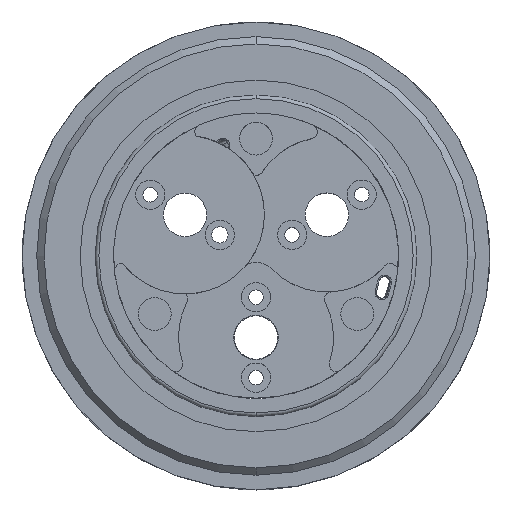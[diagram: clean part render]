
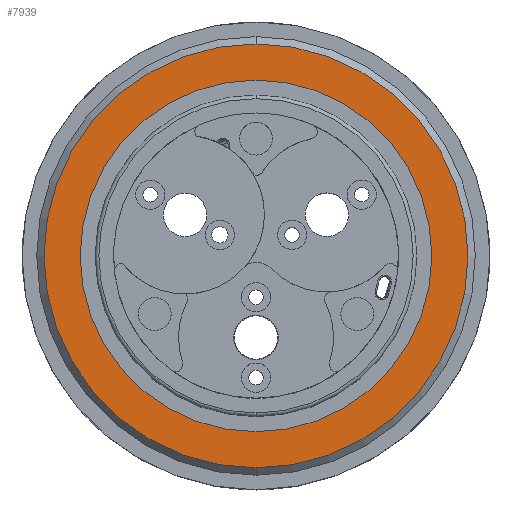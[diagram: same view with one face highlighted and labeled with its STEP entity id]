
A CAD part, top view. The second image highlights one B-rep face of the part: STEP entity #7939.
In plain terms, the highlighted planar face has unit normal (0, 0, 1).
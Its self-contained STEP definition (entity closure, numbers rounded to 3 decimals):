
#365 = EDGE_CURVE ( 'NONE', #1001, #5577, #12140, .T. ) ;
#508 = DIRECTION ( 'NONE',  ( 0., 0., 1. ) ) ;
#853 = EDGE_CURVE ( 'NONE', #2155, #11671, #1311, .T. ) ;
#856 = DIRECTION ( 'NONE',  ( 0., 0., 1. ) ) ;
#1001 = VERTEX_POINT ( 'NONE', #7327 ) ;
#1020 = ORIENTED_EDGE ( 'NONE', *, *, #365, .F. ) ;
#1311 = CIRCLE ( 'NONE', #7413, 29. ) ;
#1379 = DIRECTION ( 'NONE',  ( 0., 0., 1. ) ) ;
#1595 = CARTESIAN_POINT ( 'NONE',  ( 0., 0., -32.5 ) ) ;
#1598 = EDGE_CURVE ( 'NONE', #11671, #2155, #7424, .T. ) ;
#2155 = VERTEX_POINT ( 'NONE', #9853 ) ;
#2200 = CARTESIAN_POINT ( 'NONE',  ( 0., 0., -32.5 ) ) ;
#3017 = DIRECTION ( 'NONE',  ( 0., 0., -1. ) ) ;
#4081 = AXIS2_PLACEMENT_3D ( 'NONE', #2200, #1379, #7963 ) ;
#4282 = CARTESIAN_POINT ( 'NONE',  ( 0., 0., -32.5 ) ) ;
#4454 = DIRECTION ( 'NONE',  ( 0., -1., 0. ) ) ;
#5176 = CARTESIAN_POINT ( 'NONE',  ( 0., -24.05, -32.5 ) ) ;
#5577 = VERTEX_POINT ( 'NONE', #5176 ) ;
#5826 = AXIS2_PLACEMENT_3D ( 'NONE', #9887, #508, #4454 ) ;
#5854 = CIRCLE ( 'NONE', #4081, 24.05 ) ;
#6232 = AXIS2_PLACEMENT_3D ( 'NONE', #9888, #3017, #8679 ) ;
#6356 = CARTESIAN_POINT ( 'NONE',  ( 0., 29., -32.5 ) ) ;
#7304 = EDGE_LOOP ( 'NONE', ( #9709, #11750 ) ) ;
#7327 = CARTESIAN_POINT ( 'NONE',  ( 0., 24.05, -32.5 ) ) ;
#7413 = AXIS2_PLACEMENT_3D ( 'NONE', #1595, #856, #10236 ) ;
#7424 = CIRCLE ( 'NONE', #9986, 29. ) ;
#7939 = ADVANCED_FACE ( 'NONE', ( #8433, #12213 ), #11403, .F. ) ;
#7963 = DIRECTION ( 'NONE',  ( 0., -1., 0. ) ) ;
#8278 = ORIENTED_EDGE ( 'NONE', *, *, #8623, .F. ) ;
#8433 = FACE_BOUND ( 'NONE', #9010, .T. ) ;
#8623 = EDGE_CURVE ( 'NONE', #5577, #1001, #5854, .T. ) ;
#8679 = DIRECTION ( 'NONE',  ( -1., 0., 0. ) ) ;
#8901 = DIRECTION ( 'NONE',  ( 0., 1., 0. ) ) ;
#9010 = EDGE_LOOP ( 'NONE', ( #8278, #1020 ) ) ;
#9709 = ORIENTED_EDGE ( 'NONE', *, *, #1598, .T. ) ;
#9853 = CARTESIAN_POINT ( 'NONE',  ( 0., -29., -32.5 ) ) ;
#9887 = CARTESIAN_POINT ( 'NONE',  ( 0., 0., -32.5 ) ) ;
#9888 = CARTESIAN_POINT ( 'NONE',  ( 0., -27.025, -32.5 ) ) ;
#9986 = AXIS2_PLACEMENT_3D ( 'NONE', #4282, #10582, #8901 ) ;
#10236 = DIRECTION ( 'NONE',  ( 0., 1., 0. ) ) ;
#10582 = DIRECTION ( 'NONE',  ( 0., 0., 1. ) ) ;
#11403 = PLANE ( 'NONE',  #6232 ) ;
#11671 = VERTEX_POINT ( 'NONE', #6356 ) ;
#11750 = ORIENTED_EDGE ( 'NONE', *, *, #853, .T. ) ;
#12140 = CIRCLE ( 'NONE', #5826, 24.05 ) ;
#12213 = FACE_OUTER_BOUND ( 'NONE', #7304, .T. ) ;
